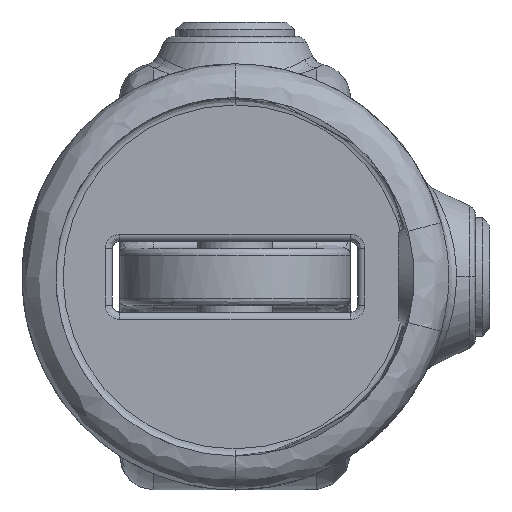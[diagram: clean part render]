
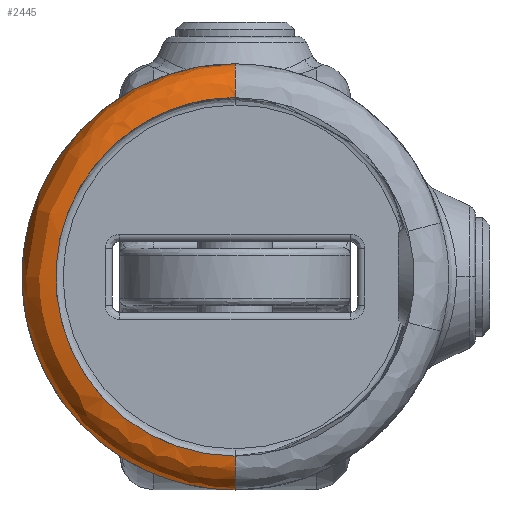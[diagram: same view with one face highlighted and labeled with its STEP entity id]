
A CAD part, left-side view. The second image highlights one B-rep face of the part: STEP entity #2445.
In plain terms, the highlighted free-form (B-spline) face has degree [3, 3] with [4, 4] control points.
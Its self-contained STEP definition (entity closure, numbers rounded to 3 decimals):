
#564 = EDGE_CURVE ( 'NONE', #7936, #4575, #9021, .T. ) ;
#893 = CARTESIAN_POINT ( 'NONE',  ( -27.609, 0., -0.029 ) ) ;
#1440 = CARTESIAN_POINT ( 'NONE',  ( -29.55, 59.1, -4.75 ) ) ;
#1516 = CARTESIAN_POINT ( 'NONE',  ( 24.376, 0., -0.019 ) ) ;
#1886 = CARTESIAN_POINT ( 'NONE',  ( -27.583, 0., 0.269 ) ) ;
#2347 = CARTESIAN_POINT ( 'NONE',  ( -29.55, 0., -4.75 ) ) ;
#2445 = ADVANCED_FACE ( 'NONE', ( #7106 ), #9620, .T. ) ;
#2629 = EDGE_CURVE ( 'NONE', #4575, #5063, #3133, .T. ) ;
#2694 = VERTEX_POINT ( 'NONE', #6121 ) ;
#2801 = CARTESIAN_POINT ( 'NONE',  ( 29.848, 59.695, -2.02 ) ) ;
#3133 =( BOUNDED_CURVE ( )  B_SPLINE_CURVE ( 3, ( #3260, #6971, #1440, #2347 ),
 .UNSPECIFIED., .F., .T. ) 
 B_SPLINE_CURVE_WITH_KNOTS ( ( 4, 4 ),
 ( 0., 3.142 ),
 .UNSPECIFIED. ) 
 CURVE ( )  GEOMETRIC_REPRESENTATION_ITEM ( )  RATIONAL_B_SPLINE_CURVE ( ( 0.957, 0.319, 0.319, 0.957 ) ) 
 REPRESENTATION_ITEM ( '' )  );
#3260 = CARTESIAN_POINT ( 'NONE',  ( 29.55, 0., -4.75 ) ) ;
#3687 = CARTESIAN_POINT ( 'NONE',  ( -29.55, 0., -4.75 ) ) ;
#3770 = CARTESIAN_POINT ( 'NONE',  ( -27.583, 55.166, 0.269 ) ) ;
#4393 = ORIENTED_EDGE ( 'NONE', *, *, #564, .T. ) ;
#4521 = CARTESIAN_POINT ( 'NONE',  ( 27.609, 0., -0.029 ) ) ;
#4575 = VERTEX_POINT ( 'NONE', #11883 ) ;
#4587 = CARTESIAN_POINT ( 'NONE',  ( -24.85, 0., 0. ) ) ;
#4674 = CARTESIAN_POINT ( 'NONE',  ( -24.376, 0., -0.019 ) ) ;
#4786 = CARTESIAN_POINT ( 'NONE',  ( -24.376, 48.751, -0.019 ) ) ;
#5063 = VERTEX_POINT ( 'NONE', #10620 ) ;
#5436 = CARTESIAN_POINT ( 'NONE',  ( 29.55, 0., -1.99 ) ) ;
#5560 = CARTESIAN_POINT ( 'NONE',  ( 29.55, 0., -4.75 ) ) ;
#5589 = CARTESIAN_POINT ( 'NONE',  ( 29.526, 0., -5.224 ) ) ;
#5650 = CARTESIAN_POINT ( 'NONE',  ( -29.526, 0., -5.224 ) ) ;
#5959 = EDGE_LOOP ( 'NONE', ( #11570, #4393, #10487, #7804 ) ) ;
#6121 = CARTESIAN_POINT ( 'NONE',  ( -24.85, 0., 0. ) ) ;
#6289 = CARTESIAN_POINT ( 'NONE',  ( 24.85, 0., 0. ) ) ;
#6517 = CARTESIAN_POINT ( 'NONE',  ( -29.848, 59.695, -2.02 ) ) ;
#6971 = CARTESIAN_POINT ( 'NONE',  ( 29.55, 59.1, -4.75 ) ) ;
#7106 = FACE_OUTER_BOUND ( 'NONE', #5959, .T. ) ;
#7425 = CARTESIAN_POINT ( 'NONE',  ( -29.526, 59.053, -5.224 ) ) ;
#7804 = ORIENTED_EDGE ( 'NONE', *, *, #10886, .T. ) ;
#7936 = VERTEX_POINT ( 'NONE', #6289 ) ;
#8007 =( BOUNDED_CURVE ( )  B_SPLINE_CURVE ( 3, ( #3687, #11071, #893, #4587 ),
 .UNSPECIFIED., .F., .F. ) 
 B_SPLINE_CURVE_WITH_KNOTS ( ( 4, 4 ),
 ( 0., 1.56 ),
 .UNSPECIFIED. ) 
 CURVE ( )  GEOMETRIC_REPRESENTATION_ITEM ( )  RATIONAL_B_SPLINE_CURVE ( ( 0.957, 0.772, 0.772, 0.957 ) ) 
 REPRESENTATION_ITEM ( '' )  );
#8055 = EDGE_CURVE ( 'NONE', #2694, #7936, #8854, .T. ) ;
#8429 = CARTESIAN_POINT ( 'NONE',  ( -24.85, 49.7, 0. ) ) ;
#8854 =( BOUNDED_CURVE ( )  B_SPLINE_CURVE ( 3, ( #9433, #8429, #10378, #10275 ),
 .UNSPECIFIED., .F., .F. ) 
 B_SPLINE_CURVE_WITH_KNOTS ( ( 4, 4 ),
 ( 0., 3.142 ),
 .UNSPECIFIED. ) 
 CURVE ( )  GEOMETRIC_REPRESENTATION_ITEM ( )  RATIONAL_B_SPLINE_CURVE ( ( 0.957, 0.319, 0.319, 0.957 ) ) 
 REPRESENTATION_ITEM ( '' )  );
#9021 =( BOUNDED_CURVE ( )  B_SPLINE_CURVE ( 3, ( #10036, #4521, #5436, #5560 ),
 .UNSPECIFIED., .F., .T. ) 
 B_SPLINE_CURVE_WITH_KNOTS ( ( 4, 4 ),
 ( 0., 1.56 ),
 .UNSPECIFIED. ) 
 CURVE ( )  GEOMETRIC_REPRESENTATION_ITEM ( )  RATIONAL_B_SPLINE_CURVE ( ( 0.957, 0.772, 0.772, 0.957 ) ) 
 REPRESENTATION_ITEM ( '' )  );
#9233 = CARTESIAN_POINT ( 'NONE',  ( 27.583, 0., 0.269 ) ) ;
#9433 = CARTESIAN_POINT ( 'NONE',  ( -24.85, 0., 0. ) ) ;
#9620 =( BOUNDED_SURFACE ( )  B_SPLINE_SURFACE ( 3, 3, ( 
 ( #1516, #10789, #4786, #4674 ),
 ( #9233, #11094, #3770, #1886 ),
 ( #10123, #2801, #6517, #10181 ),
 ( #5589, #11158, #7425, #5650 ) ),
 .UNSPECIFIED., .F., .F., .F. ) 
 B_SPLINE_SURFACE_WITH_KNOTS ( ( 4, 4 ),
 ( 4, 4 ),
 ( 0., 1. ),
 ( 0., 1. ),
 .UNSPECIFIED. ) 
 GEOMETRIC_REPRESENTATION_ITEM ( )  RATIONAL_B_SPLINE_SURFACE ( (
 ( 1., 0.333, 0.333, 1.),
 ( 0.758, 0.253, 0.253, 0.758),
 ( 0.758, 0.253, 0.253, 0.758),
 ( 1., 0.333, 0.333, 1.) ) ) 
 REPRESENTATION_ITEM ( '' )  SURFACE ( )  );
#10036 = CARTESIAN_POINT ( 'NONE',  ( 24.85, 0., 0. ) ) ;
#10123 = CARTESIAN_POINT ( 'NONE',  ( 29.848, 0., -2.02 ) ) ;
#10181 = CARTESIAN_POINT ( 'NONE',  ( -29.848, 0., -2.02 ) ) ;
#10275 = CARTESIAN_POINT ( 'NONE',  ( 24.85, 0., 0. ) ) ;
#10378 = CARTESIAN_POINT ( 'NONE',  ( 24.85, 49.7, 0. ) ) ;
#10487 = ORIENTED_EDGE ( 'NONE', *, *, #2629, .T. ) ;
#10620 = CARTESIAN_POINT ( 'NONE',  ( -29.55, 0., -4.75 ) ) ;
#10789 = CARTESIAN_POINT ( 'NONE',  ( 24.376, 48.751, -0.019 ) ) ;
#10886 = EDGE_CURVE ( 'NONE', #5063, #2694, #8007, .T. ) ;
#11071 = CARTESIAN_POINT ( 'NONE',  ( -29.55, 0., -1.99 ) ) ;
#11094 = CARTESIAN_POINT ( 'NONE',  ( 27.583, 55.166, 0.269 ) ) ;
#11158 = CARTESIAN_POINT ( 'NONE',  ( 29.526, 59.053, -5.224 ) ) ;
#11570 = ORIENTED_EDGE ( 'NONE', *, *, #8055, .T. ) ;
#11883 = CARTESIAN_POINT ( 'NONE',  ( 29.55, 0., -4.75 ) ) ;
